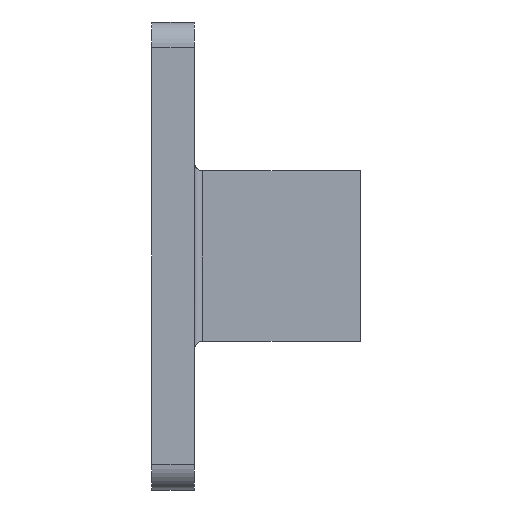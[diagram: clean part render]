
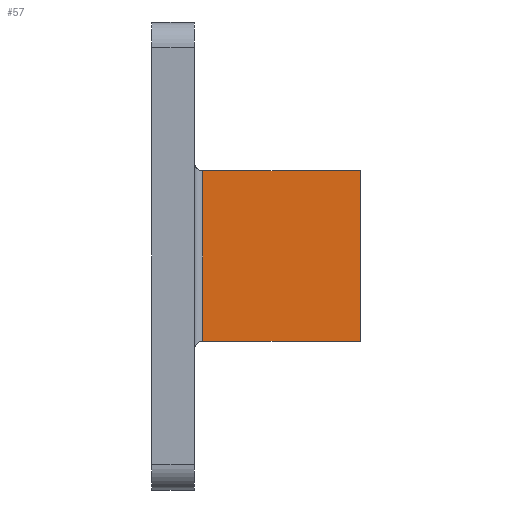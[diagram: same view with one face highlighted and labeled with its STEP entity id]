
A CAD part, left-side view. The second image highlights one B-rep face of the part: STEP entity #57.
In plain terms, the highlighted planar face has unit normal (-1, 0, 0).
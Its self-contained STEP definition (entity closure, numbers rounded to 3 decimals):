
#57 = ADVANCED_FACE ( 'NONE', ( #1121 ), #381, .F. ) ;
#67 = VECTOR ( 'NONE', #478, 1000. ) ;
#71 = EDGE_CURVE ( 'NONE', #291, #689, #709, .T. ) ;
#123 = CARTESIAN_POINT ( 'NONE',  ( -83.5, 18.5, 10. ) ) ;
#188 = VERTEX_POINT ( 'NONE', #197 ) ;
#197 = CARTESIAN_POINT ( 'NONE',  ( -83.5, 18.5, -10. ) ) ;
#256 = CARTESIAN_POINT ( 'NONE',  ( -83.5, 19.5, 10. ) ) ;
#271 = CARTESIAN_POINT ( 'NONE',  ( -83.5, 0., 10. ) ) ;
#272 = LINE ( 'NONE', #256, #401 ) ;
#278 = ORIENTED_EDGE ( 'NONE', *, *, #390, .F. ) ;
#291 = VERTEX_POINT ( 'NONE', #349 ) ;
#320 = VERTEX_POINT ( 'NONE', #123 ) ;
#349 = CARTESIAN_POINT ( 'NONE',  ( -83.5, 0., -10. ) ) ;
#352 = DIRECTION ( 'NONE',  ( 0., -1., 0. ) ) ;
#381 = PLANE ( 'NONE',  #1074 ) ;
#390 = EDGE_CURVE ( 'NONE', #320, #689, #272, .T. ) ;
#393 = VECTOR ( 'NONE', #814, 1000. ) ;
#400 = CARTESIAN_POINT ( 'NONE',  ( -83.5, 18.5, -10. ) ) ;
#401 = VECTOR ( 'NONE', #886, 1000. ) ;
#406 = LINE ( 'NONE', #400, #393 ) ;
#410 = ORIENTED_EDGE ( 'NONE', *, *, #71, .T. ) ;
#416 = ORIENTED_EDGE ( 'NONE', *, *, #961, .T. ) ;
#464 = CARTESIAN_POINT ( 'NONE',  ( -83.5, 19.5, -10. ) ) ;
#478 = DIRECTION ( 'NONE',  ( 0., 0., 1. ) ) ;
#494 = ORIENTED_EDGE ( 'NONE', *, *, #810, .T. ) ;
#689 = VERTEX_POINT ( 'NONE', #271 ) ;
#709 = LINE ( 'NONE', #1314, #67 ) ;
#810 = EDGE_CURVE ( 'NONE', #320, #188, #406, .T. ) ;
#814 = DIRECTION ( 'NONE',  ( 0., 0., -1. ) ) ;
#886 = DIRECTION ( 'NONE',  ( 0., -1., 0. ) ) ;
#961 = EDGE_CURVE ( 'NONE', #188, #291, #1089, .T. ) ;
#990 = DIRECTION ( 'NONE',  ( 1., 0., 0. ) ) ;
#1074 = AXIS2_PLACEMENT_3D ( 'NONE', #464, #990, #1338 ) ;
#1089 = LINE ( 'NONE', #1198, #1271 ) ;
#1121 = FACE_OUTER_BOUND ( 'NONE', #1266, .T. ) ;
#1198 = CARTESIAN_POINT ( 'NONE',  ( -83.5, 19.5, -10. ) ) ;
#1266 = EDGE_LOOP ( 'NONE', ( #278, #494, #416, #410 ) ) ;
#1271 = VECTOR ( 'NONE', #352, 1000. ) ;
#1314 = CARTESIAN_POINT ( 'NONE',  ( -83.5, 0., -10. ) ) ;
#1338 = DIRECTION ( 'NONE',  ( 0., 0., -1. ) ) ;
